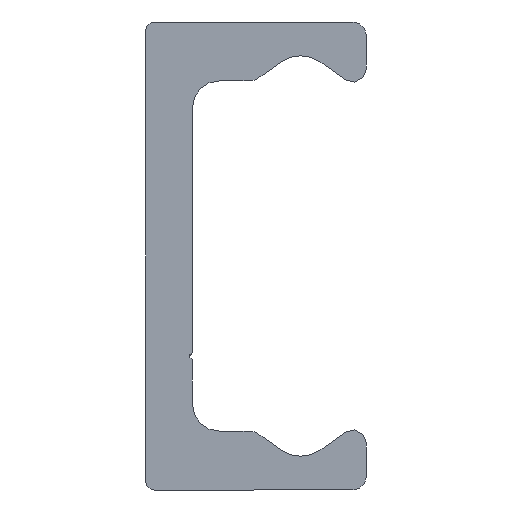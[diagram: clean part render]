
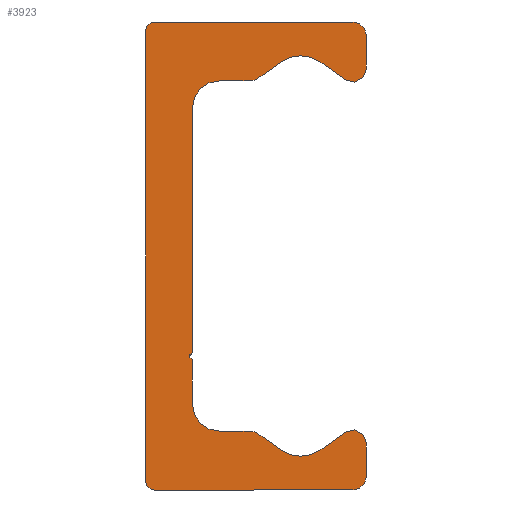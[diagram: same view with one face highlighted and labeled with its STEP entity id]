
A CAD part, left-side view. The second image highlights one B-rep face of the part: STEP entity #3923.
In plain terms, the highlighted planar face has unit normal (-1, 0, 0).
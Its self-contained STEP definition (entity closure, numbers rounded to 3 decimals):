
#2860=CARTESIAN_POINT('',(0.0,4.75,-7.25));
#2861=VERTEX_POINT('',#2860);
#2868=CARTESIAN_POINT('',(0.0,4.75,-7.75));
#2869=VERTEX_POINT('',#2868);
#2870=CARTESIAN_POINT('',(0.0,4.75,-7.5));
#2871=DIRECTION('',(-1.0,0.0,0.0));
#2872=DIRECTION('',(0.0,0.0,1.0));
#2873=AXIS2_PLACEMENT_3D('',#2870,#2871,#2872);
#2874=CIRCLE('',#2873,0.25);
#2875=EDGE_CURVE('',#2861,#2869,#2874,.T.);
#2985=CARTESIAN_POINT('',(0.0,4.75,11.1));
#2986=VERTEX_POINT('',#2985);
#2993=CARTESIAN_POINT('',(0.0,4.75,11.1));
#2994=DIRECTION('',(0.0,0.0,-1.0));
#2995=VECTOR('',#2994,18.35);
#2996=LINE('',#2993,#2995);
#2997=EDGE_CURVE('',#2986,#2861,#2996,.T.);
#3069=CARTESIAN_POINT('',(0.0,7.6,-17.5));
#3070=VERTEX_POINT('',#3069);
#3077=CARTESIAN_POINT('',(0.0,8.25,-16.85));
#3078=VERTEX_POINT('',#3077);
#3079=CARTESIAN_POINT('',(0.0,7.6,-16.85));
#3080=DIRECTION('',(1.0,0.0,0.0));
#3081=DIRECTION('',(0.0,0.0,-1.0));
#3082=AXIS2_PLACEMENT_3D('',#3079,#3080,#3081);
#3083=CIRCLE('',#3082,0.65);
#3084=EDGE_CURVE('',#3070,#3078,#3083,.T.);
#3108=CARTESIAN_POINT('',(0.0,-7.25,-17.5));
#3109=VERTEX_POINT('',#3108);
#3116=CARTESIAN_POINT('',(0.0,-7.25,-17.5));
#3117=DIRECTION('',(0.0,1.0,0.0));
#3118=VECTOR('',#3117,14.85);
#3119=LINE('',#3116,#3118);
#3120=EDGE_CURVE('',#3109,#3070,#3119,.T.);
#3140=CARTESIAN_POINT('',(0.0,-8.25,-16.5));
#3141=VERTEX_POINT('',#3140);
#3148=CARTESIAN_POINT('',(0.0,-7.25,-16.5));
#3149=DIRECTION('',(1.0,0.0,0.0));
#3150=DIRECTION('',(0.0,-1.0,0.0));
#3151=AXIS2_PLACEMENT_3D('',#3148,#3149,#3150);
#3152=CIRCLE('',#3151,1.0);
#3153=EDGE_CURVE('',#3141,#3109,#3152,.T.);
#3172=CARTESIAN_POINT('',(0.0,-8.25,-13.98));
#3173=VERTEX_POINT('',#3172);
#3180=CARTESIAN_POINT('',(0.0,-8.25,-13.98));
#3181=DIRECTION('',(0.0,0.0,-1.0));
#3182=VECTOR('',#3181,2.52);
#3183=LINE('',#3180,#3182);
#3184=EDGE_CURVE('',#3173,#3141,#3183,.T.);
#3204=CARTESIAN_POINT('',(0.0,-6.708,-13.177));
#3205=VERTEX_POINT('',#3204);
#3212=CARTESIAN_POINT('',(0.0,-7.27,-13.98));
#3213=DIRECTION('',(1.0,0.0,0.0));
#3214=DIRECTION('',(0.0,0.574,0.819));
#3215=AXIS2_PLACEMENT_3D('',#3212,#3213,#3214);
#3216=CIRCLE('',#3215,0.98);
#3217=EDGE_CURVE('',#3205,#3173,#3216,.T.);
#3236=CARTESIAN_POINT('',(0.0,-4.784,-14.524));
#3237=VERTEX_POINT('',#3236);
#3244=CARTESIAN_POINT('',(0.0,-4.784,-14.524));
#3245=DIRECTION('',(0.0,-0.819,0.574));
#3246=VECTOR('',#3245,2.349);
#3247=LINE('',#3244,#3246);
#3248=EDGE_CURVE('',#3237,#3205,#3247,.T.);
#3268=CARTESIAN_POINT('',(0.0,-1.916,-14.524));
#3269=VERTEX_POINT('',#3268);
#3276=CARTESIAN_POINT('',(0.0,-3.35,-12.477));
#3277=DIRECTION('',(-1.0,0.0,0.0));
#3278=DIRECTION('',(0.0,0.574,0.819));
#3279=AXIS2_PLACEMENT_3D('',#3276,#3277,#3278);
#3280=CIRCLE('',#3279,2.5);
#3281=EDGE_CURVE('',#3269,#3237,#3280,.T.);
#3300=CARTESIAN_POINT('',(0.0,-0.14,-13.281));
#3301=VERTEX_POINT('',#3300);
#3308=CARTESIAN_POINT('',(0.0,-0.14,-13.281));
#3309=DIRECTION('',(0.0,-0.819,-0.574));
#3310=VECTOR('',#3309,2.168);
#3311=LINE('',#3308,#3310);
#3312=EDGE_CURVE('',#3301,#3269,#3311,.T.);
#3332=CARTESIAN_POINT('',(0.0,0.433,-13.1));
#3333=VERTEX_POINT('',#3332);
#3340=CARTESIAN_POINT('',(0.0,0.433,-14.1));
#3341=DIRECTION('',(1.0,0.0,0.0));
#3342=DIRECTION('',(0.0,0.0,1.0));
#3343=AXIS2_PLACEMENT_3D('',#3340,#3341,#3342);
#3344=CIRCLE('',#3343,1.);
#3345=EDGE_CURVE('',#3333,#3301,#3344,.T.);
#3364=CARTESIAN_POINT('',(0.0,2.75,-13.1));
#3365=VERTEX_POINT('',#3364);
#3372=CARTESIAN_POINT('',(0.0,2.75,-13.1));
#3373=DIRECTION('',(0.0,-1.0,0.0));
#3374=VECTOR('',#3373,2.317);
#3375=LINE('',#3372,#3374);
#3376=EDGE_CURVE('',#3365,#3333,#3375,.T.);
#3396=CARTESIAN_POINT('',(0.0,4.75,-11.1));
#3397=VERTEX_POINT('',#3396);
#3404=CARTESIAN_POINT('',(0.0,2.75,-11.1));
#3405=DIRECTION('',(-1.0,0.0,0.0));
#3406=DIRECTION('',(0.0,0.0,1.0));
#3407=AXIS2_PLACEMENT_3D('',#3404,#3405,#3406);
#3408=CIRCLE('',#3407,2.0);
#3409=EDGE_CURVE('',#3397,#3365,#3408,.T.);
#3427=CARTESIAN_POINT('',(0.0,4.75,-7.75));
#3428=DIRECTION('',(0.0,0.0,-1.0));
#3429=VECTOR('',#3428,3.35);
#3430=LINE('',#3427,#3429);
#3431=EDGE_CURVE('',#2869,#3397,#3430,.T.);
#3451=CARTESIAN_POINT('',(0.0,2.75,13.1));
#3452=VERTEX_POINT('',#3451);
#3459=CARTESIAN_POINT('',(0.0,2.75,11.1));
#3460=DIRECTION('',(-1.0,0.0,0.0));
#3461=DIRECTION('',(0.0,-1.0,0.0));
#3462=AXIS2_PLACEMENT_3D('',#3459,#3460,#3461);
#3463=CIRCLE('',#3462,2.0);
#3464=EDGE_CURVE('',#3452,#2986,#3463,.T.);
#3483=CARTESIAN_POINT('',(0.0,0.433,13.1));
#3484=VERTEX_POINT('',#3483);
#3491=CARTESIAN_POINT('',(0.0,0.433,13.1));
#3492=DIRECTION('',(0.0,1.0,0.0));
#3493=VECTOR('',#3492,2.317);
#3494=LINE('',#3491,#3493);
#3495=EDGE_CURVE('',#3484,#3452,#3494,.T.);
#3515=CARTESIAN_POINT('',(0.0,-0.14,13.281));
#3516=VERTEX_POINT('',#3515);
#3523=CARTESIAN_POINT('',(0.0,0.433,14.1));
#3524=DIRECTION('',(1.0,0.0,0.0));
#3525=DIRECTION('',(0.0,-0.574,-0.819));
#3526=AXIS2_PLACEMENT_3D('',#3523,#3524,#3525);
#3527=CIRCLE('',#3526,1.);
#3528=EDGE_CURVE('',#3516,#3484,#3527,.T.);
#3547=CARTESIAN_POINT('',(0.0,-1.916,14.524));
#3548=VERTEX_POINT('',#3547);
#3555=CARTESIAN_POINT('',(0.0,-1.916,14.524));
#3556=DIRECTION('',(0.0,0.819,-0.574));
#3557=VECTOR('',#3556,2.168);
#3558=LINE('',#3555,#3557);
#3559=EDGE_CURVE('',#3548,#3516,#3558,.T.);
#3579=CARTESIAN_POINT('',(0.0,-4.784,14.524));
#3580=VERTEX_POINT('',#3579);
#3587=CARTESIAN_POINT('',(0.0,-3.35,12.477));
#3588=DIRECTION('',(-1.0,0.0,0.0));
#3589=DIRECTION('',(0.0,-0.574,-0.819));
#3590=AXIS2_PLACEMENT_3D('',#3587,#3588,#3589);
#3591=CIRCLE('',#3590,2.5);
#3592=EDGE_CURVE('',#3580,#3548,#3591,.T.);
#3611=CARTESIAN_POINT('',(0.0,-6.708,13.177));
#3612=VERTEX_POINT('',#3611);
#3619=CARTESIAN_POINT('',(0.0,-6.708,13.177));
#3620=DIRECTION('',(0.0,0.819,0.574));
#3621=VECTOR('',#3620,2.349);
#3622=LINE('',#3619,#3621);
#3623=EDGE_CURVE('',#3612,#3580,#3622,.T.);
#3643=CARTESIAN_POINT('',(0.0,-8.25,13.98));
#3644=VERTEX_POINT('',#3643);
#3651=CARTESIAN_POINT('',(0.0,-7.27,13.98));
#3652=DIRECTION('',(1.0,0.0,0.0));
#3653=DIRECTION('',(0.0,-1.0,0.0));
#3654=AXIS2_PLACEMENT_3D('',#3651,#3652,#3653);
#3655=CIRCLE('',#3654,0.98);
#3656=EDGE_CURVE('',#3644,#3612,#3655,.T.);
#3675=CARTESIAN_POINT('',(0.0,-8.25,16.5));
#3676=VERTEX_POINT('',#3675);
#3683=CARTESIAN_POINT('',(0.0,-8.25,16.5));
#3684=DIRECTION('',(0.0,0.0,-1.0));
#3685=VECTOR('',#3684,2.52);
#3686=LINE('',#3683,#3685);
#3687=EDGE_CURVE('',#3676,#3644,#3686,.T.);
#3707=CARTESIAN_POINT('',(0.0,-7.25,17.5));
#3708=VERTEX_POINT('',#3707);
#3715=CARTESIAN_POINT('',(0.0,-7.25,16.5));
#3716=DIRECTION('',(1.0,0.0,0.0));
#3717=DIRECTION('',(0.0,0.0,1.0));
#3718=AXIS2_PLACEMENT_3D('',#3715,#3716,#3717);
#3719=CIRCLE('',#3718,1.0);
#3720=EDGE_CURVE('',#3708,#3676,#3719,.T.);
#3739=CARTESIAN_POINT('',(0.0,7.6,17.5));
#3740=VERTEX_POINT('',#3739);
#3747=CARTESIAN_POINT('',(0.0,7.6,17.5));
#3748=DIRECTION('',(0.0,-1.0,0.0));
#3749=VECTOR('',#3748,14.85);
#3750=LINE('',#3747,#3749);
#3751=EDGE_CURVE('',#3740,#3708,#3750,.T.);
#3771=CARTESIAN_POINT('',(0.0,8.25,16.85));
#3772=VERTEX_POINT('',#3771);
#3779=CARTESIAN_POINT('',(0.0,7.6,16.85));
#3780=DIRECTION('',(1.0,0.0,0.0));
#3781=DIRECTION('',(0.0,1.0,0.0));
#3782=AXIS2_PLACEMENT_3D('',#3779,#3780,#3781);
#3783=CIRCLE('',#3782,0.65);
#3784=EDGE_CURVE('',#3772,#3740,#3783,.T.);
#3802=CARTESIAN_POINT('',(0.0,8.25,-16.85));
#3803=DIRECTION('',(0.0,0.0,1.0));
#3804=VECTOR('',#3803,33.7);
#3805=LINE('',#3802,#3804);
#3806=EDGE_CURVE('',#3078,#3772,#3805,.T.);
#3890=CARTESIAN_POINT('',(0.0,2.258,-0.017));
#3891=DIRECTION('',(1.0,0.0,0.0));
#3892=DIRECTION('',(0.0,0.0,-1.0));
#3893=AXIS2_PLACEMENT_3D('',#3890,#3891,#3892);
#3894=PLANE('',#3893);
#3895=ORIENTED_EDGE('',*,*,#3806,.F.);
#3896=ORIENTED_EDGE('',*,*,#3084,.F.);
#3897=ORIENTED_EDGE('',*,*,#3120,.F.);
#3898=ORIENTED_EDGE('',*,*,#3153,.F.);
#3899=ORIENTED_EDGE('',*,*,#3184,.F.);
#3900=ORIENTED_EDGE('',*,*,#3217,.F.);
#3901=ORIENTED_EDGE('',*,*,#3248,.F.);
#3902=ORIENTED_EDGE('',*,*,#3281,.F.);
#3903=ORIENTED_EDGE('',*,*,#3312,.F.);
#3904=ORIENTED_EDGE('',*,*,#3345,.F.);
#3905=ORIENTED_EDGE('',*,*,#3376,.F.);
#3906=ORIENTED_EDGE('',*,*,#3409,.F.);
#3907=ORIENTED_EDGE('',*,*,#3431,.F.);
#3908=ORIENTED_EDGE('',*,*,#2875,.F.);
#3909=ORIENTED_EDGE('',*,*,#2997,.F.);
#3910=ORIENTED_EDGE('',*,*,#3464,.F.);
#3911=ORIENTED_EDGE('',*,*,#3495,.F.);
#3912=ORIENTED_EDGE('',*,*,#3528,.F.);
#3913=ORIENTED_EDGE('',*,*,#3559,.F.);
#3914=ORIENTED_EDGE('',*,*,#3592,.F.);
#3915=ORIENTED_EDGE('',*,*,#3623,.F.);
#3916=ORIENTED_EDGE('',*,*,#3656,.F.);
#3917=ORIENTED_EDGE('',*,*,#3687,.F.);
#3918=ORIENTED_EDGE('',*,*,#3720,.F.);
#3919=ORIENTED_EDGE('',*,*,#3751,.F.);
#3920=ORIENTED_EDGE('',*,*,#3784,.F.);
#3921=EDGE_LOOP('',(#3895,#3896,#3897,#3898,#3899,#3900,#3901,#3902,#3903,#3904,#3905,#3906,#3907,#3908,#3909,#3910,#3911,#3912,#3913,#3914,#3915,#3916,#3917,#3918,#3919,#3920));
#3922=FACE_OUTER_BOUND('',#3921,.T.);
#3923=ADVANCED_FACE('',(#3922),#3894,.F.);
